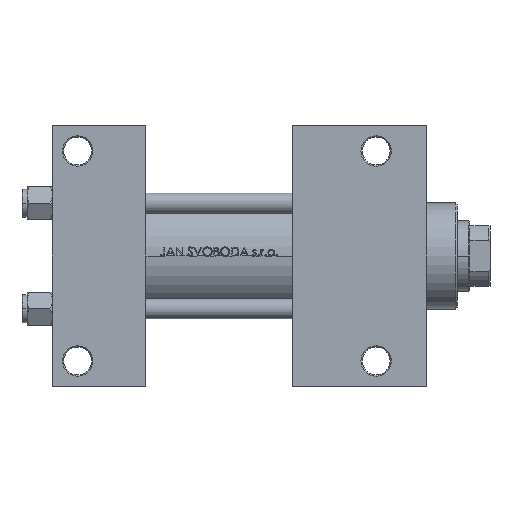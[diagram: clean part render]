
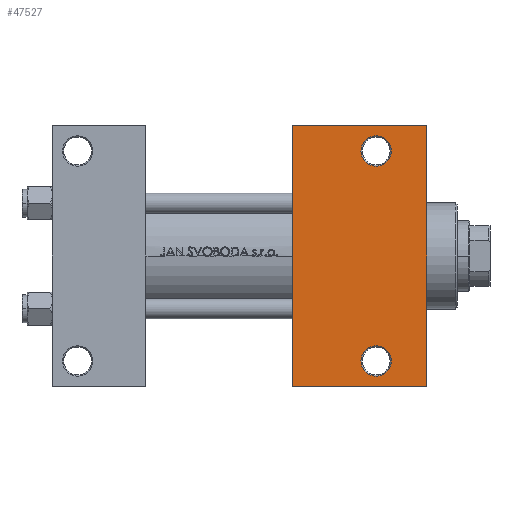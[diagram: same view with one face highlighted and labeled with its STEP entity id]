
A CAD part, front view. The second image highlights one B-rep face of the part: STEP entity #47527.
In plain terms, the highlighted face is planar.
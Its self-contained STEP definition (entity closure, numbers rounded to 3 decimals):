
#705 = VECTOR ( 'NONE', #27706, 1000. ) ;
#1422 = CARTESIAN_POINT ( 'NONE',  ( 95., -51.5, -30. ) ) ;
#1580 = VERTEX_POINT ( 'NONE', #23489 ) ;
#1861 = CARTESIAN_POINT ( 'NONE',  ( 128., -41.5, -30. ) ) ;
#2375 = CIRCLE ( 'NONE', #30887, 6. ) ;
#4216 = CIRCLE ( 'NONE', #26396, 6. ) ;
#5917 = ORIENTED_EDGE ( 'NONE', *, *, #12745, .T. ) ;
#8122 = DIRECTION ( 'NONE',  ( 0., -1., 0. ) ) ;
#8434 = CARTESIAN_POINT ( 'NONE',  ( 95., -51.5, -30. ) ) ;
#9034 = DIRECTION ( 'NONE',  ( 0., 0., 1. ) ) ;
#9093 = LINE ( 'NONE', #39547, #30623 ) ;
#9144 = VERTEX_POINT ( 'NONE', #48822 ) ;
#9643 = VECTOR ( 'NONE', #33218, 1000. ) ;
#9889 = FACE_BOUND ( 'NONE', #23302, .T. ) ;
#9933 = ORIENTED_EDGE ( 'NONE', *, *, #14894, .T. ) ;
#10878 = ORIENTED_EDGE ( 'NONE', *, *, #34973, .T. ) ;
#11165 = LINE ( 'NONE', #26017, #9643 ) ;
#11593 = EDGE_LOOP ( 'NONE', ( #45595, #16587, #28952, #37926 ) ) ;
#12601 = LINE ( 'NONE', #1422, #705 ) ;
#12745 = EDGE_CURVE ( 'NONE', #48226, #9144, #29223, .T. ) ;
#13909 = VERTEX_POINT ( 'NONE', #8434 ) ;
#14530 = DIRECTION ( 'NONE',  ( 0., 1., 0. ) ) ;
#14894 = EDGE_CURVE ( 'NONE', #9144, #48226, #2375, .T. ) ;
#16587 = ORIENTED_EDGE ( 'NONE', *, *, #31523, .T. ) ;
#16663 = CARTESIAN_POINT ( 'NONE',  ( 95., 51.5, -30. ) ) ;
#17003 = DIRECTION ( 'NONE',  ( 0., 1., 0. ) ) ;
#18040 = EDGE_CURVE ( 'NONE', #1580, #47355, #11165, .T. ) ;
#18960 = AXIS2_PLACEMENT_3D ( 'NONE', #35523, #9034, #35275 ) ;
#19532 = CARTESIAN_POINT ( 'NONE',  ( 128., 41.5, -30. ) ) ;
#19780 = DIRECTION ( 'NONE',  ( 0., 1., 0. ) ) ;
#20746 = VECTOR ( 'NONE', #8122, 1000. ) ;
#20804 = FACE_BOUND ( 'NONE', #26645, .T. ) ;
#22329 = CARTESIAN_POINT ( 'NONE',  ( 148., -51.5, -30. ) ) ;
#22744 = EDGE_CURVE ( 'NONE', #43824, #13909, #31147, .T. ) ;
#23302 = EDGE_LOOP ( 'NONE', ( #10878, #41430 ) ) ;
#23489 = CARTESIAN_POINT ( 'NONE',  ( 148., 51.5, -30. ) ) ;
#25300 = CARTESIAN_POINT ( 'NONE',  ( 122., -41.5, -30. ) ) ;
#26017 = CARTESIAN_POINT ( 'NONE',  ( 148., 30., -30. ) ) ;
#26265 = EDGE_CURVE ( 'NONE', #32980, #48117, #4216, .T. ) ;
#26396 = AXIS2_PLACEMENT_3D ( 'NONE', #1861, #28375, #17003 ) ;
#26645 = EDGE_LOOP ( 'NONE', ( #5917, #9933 ) ) ;
#27706 = DIRECTION ( 'NONE',  ( -1., 0., 0. ) ) ;
#28210 = DIRECTION ( 'NONE',  ( 0., 0., -1. ) ) ;
#28375 = DIRECTION ( 'NONE',  ( 0., 0., 1. ) ) ;
#28952 = ORIENTED_EDGE ( 'NONE', *, *, #18040, .T. ) ;
#29223 = CIRCLE ( 'NONE', #18960, 6. ) ;
#30623 = VECTOR ( 'NONE', #35340, 1000. ) ;
#30887 = AXIS2_PLACEMENT_3D ( 'NONE', #19532, #39318, #19780 ) ;
#31147 = LINE ( 'NONE', #42050, #20746 ) ;
#31523 = EDGE_CURVE ( 'NONE', #43824, #1580, #9093, .T. ) ;
#32980 = VERTEX_POINT ( 'NONE', #42796 ) ;
#33218 = DIRECTION ( 'NONE',  ( 0., -1., 0. ) ) ;
#33359 = CARTESIAN_POINT ( 'NONE',  ( 148., 30., -30. ) ) ;
#34458 = CARTESIAN_POINT ( 'NONE',  ( 122., 41.5, -30. ) ) ;
#34973 = EDGE_CURVE ( 'NONE', #48117, #32980, #48144, .T. ) ;
#35275 = DIRECTION ( 'NONE',  ( 0., 1., 0. ) ) ;
#35340 = DIRECTION ( 'NONE',  ( 1., 0., 0. ) ) ;
#35523 = CARTESIAN_POINT ( 'NONE',  ( 128., 41.5, -30. ) ) ;
#36596 = CARTESIAN_POINT ( 'NONE',  ( 128., -41.5, -30. ) ) ;
#37839 = EDGE_CURVE ( 'NONE', #47355, #13909, #12601, .T. ) ;
#37926 = ORIENTED_EDGE ( 'NONE', *, *, #37839, .T. ) ;
#39318 = DIRECTION ( 'NONE',  ( 0., 0., 1. ) ) ;
#39547 = CARTESIAN_POINT ( 'NONE',  ( 95., 51.5, -30. ) ) ;
#40209 = AXIS2_PLACEMENT_3D ( 'NONE', #36596, #47266, #48247 ) ;
#41430 = ORIENTED_EDGE ( 'NONE', *, *, #26265, .T. ) ;
#42050 = CARTESIAN_POINT ( 'NONE',  ( 95., 30., -30. ) ) ;
#42796 = CARTESIAN_POINT ( 'NONE',  ( 134., -41.5, -30. ) ) ;
#43824 = VERTEX_POINT ( 'NONE', #16663 ) ;
#45004 = FACE_OUTER_BOUND ( 'NONE', #11593, .T. ) ;
#45595 = ORIENTED_EDGE ( 'NONE', *, *, #22744, .F. ) ;
#47266 = DIRECTION ( 'NONE',  ( 0., 0., 1. ) ) ;
#47355 = VERTEX_POINT ( 'NONE', #22329 ) ;
#47527 = ADVANCED_FACE ( 'NONE', ( #20804, #9889, #45004 ), #47550, .T. ) ;
#47550 = PLANE ( 'NONE',  #47642 ) ;
#47642 = AXIS2_PLACEMENT_3D ( 'NONE', #33359, #28210, #14530 ) ;
#48117 = VERTEX_POINT ( 'NONE', #25300 ) ;
#48144 = CIRCLE ( 'NONE', #40209, 6. ) ;
#48226 = VERTEX_POINT ( 'NONE', #34458 ) ;
#48247 = DIRECTION ( 'NONE',  ( 0., 1., 0. ) ) ;
#48822 = CARTESIAN_POINT ( 'NONE',  ( 134., 41.5, -30. ) ) ;
